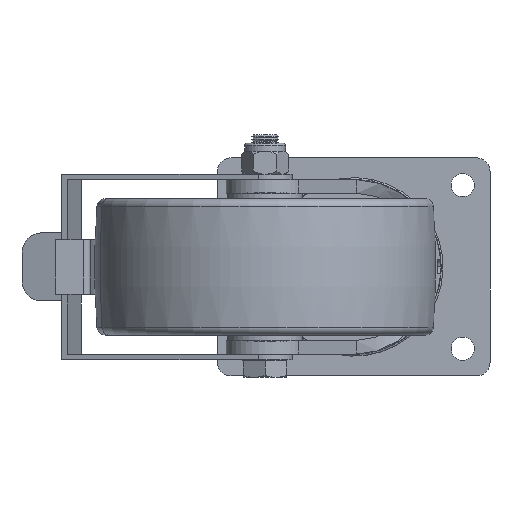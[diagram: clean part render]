
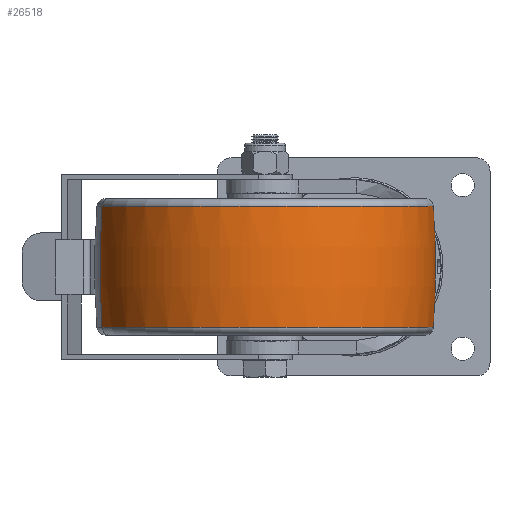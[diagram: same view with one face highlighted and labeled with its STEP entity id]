
A CAD part, front view. The second image highlights one B-rep face of the part: STEP entity #26518.
In plain terms, the highlighted toroidal (fillet/blend) face has major radius 675 mm and minor radius 800 mm.
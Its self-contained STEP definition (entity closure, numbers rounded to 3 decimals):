
#145 = CARTESIAN_POINT ( 'NONE',  ( 154.761, -152.741, -35.668 ) ) ;
#906 = CARTESIAN_POINT ( 'NONE',  ( 688.121, -13.523, -80. ) ) ;
#1020 = DIRECTION ( 'NONE',  ( 0.253, -0.968, 0. ) ) ;
#1334 = VERTEX_POINT ( 'NONE', #145 ) ;
#1338 = DIRECTION ( 'NONE',  ( 0., 0., -1. ) ) ;
#3072 = TOROIDAL_SURFACE ( 'NONE', #21467, -675., 800. ) ;
#3917 = EDGE_CURVE ( 'NONE', #15109, #13293, #21763, .T. ) ;
#5221 = ORIENTED_EDGE ( 'NONE', *, *, #3917, .T. ) ;
#5374 = EDGE_LOOP ( 'NONE', ( #27945, #26135, #5221, #25104 ) ) ;
#5600 = DIRECTION ( 'NONE',  ( 0., 0., -1. ) ) ;
#5682 = CIRCLE ( 'NONE', #6796, 123.771 ) ;
#6556 = DIRECTION ( 'NONE',  ( -0.968, -0.253, 0. ) ) ;
#6796 = AXIS2_PLACEMENT_3D ( 'NONE', #7971, #1338, #14736 ) ;
#7936 = DIRECTION ( 'NONE',  ( 0.968, 0.253, 0. ) ) ;
#7971 = CARTESIAN_POINT ( 'NONE',  ( 35.003, -184., -35.668 ) ) ;
#8147 = CARTESIAN_POINT ( 'NONE',  ( 35.003, -184., -80. ) ) ;
#8226 = AXIS2_PLACEMENT_3D ( 'NONE', #11223, #24899, #6556 ) ;
#10225 = CARTESIAN_POINT ( 'NONE',  ( -84.755, -215.259, -35.668 ) ) ;
#10471 = CARTESIAN_POINT ( 'NONE',  ( 154.761, -152.741, -124.332 ) ) ;
#11176 = VERTEX_POINT ( 'NONE', #10225 ) ;
#11223 = CARTESIAN_POINT ( 'NONE',  ( -618.115, -354.477, -80. ) ) ;
#12259 = DIRECTION ( 'NONE',  ( -0.968, -0.253, 0. ) ) ;
#12283 = CARTESIAN_POINT ( 'NONE',  ( -84.755, -215.259, -124.332 ) ) ;
#12330 = AXIS2_PLACEMENT_3D ( 'NONE', #906, #1020, #28397 ) ;
#12359 = CARTESIAN_POINT ( 'NONE',  ( 35.003, -184., -124.332 ) ) ;
#13293 = VERTEX_POINT ( 'NONE', #10471 ) ;
#13858 = EDGE_CURVE ( 'NONE', #1334, #13293, #26764, .T. ) ;
#14570 = DIRECTION ( 'NONE',  ( 0., 0., 1. ) ) ;
#14736 = DIRECTION ( 'NONE',  ( 0.968, 0.253, 0. ) ) ;
#15109 = VERTEX_POINT ( 'NONE', #12283 ) ;
#17538 = FACE_OUTER_BOUND ( 'NONE', #5374, .T. ) ;
#18133 = EDGE_CURVE ( 'NONE', #11176, #15109, #22534, .T. ) ;
#21467 = AXIS2_PLACEMENT_3D ( 'NONE', #8147, #5600, #7936 ) ;
#21763 = CIRCLE ( 'NONE', #23401, 123.771 ) ;
#22534 = CIRCLE ( 'NONE', #12330, 800. ) ;
#23401 = AXIS2_PLACEMENT_3D ( 'NONE', #12359, #14570, #12259 ) ;
#23837 = EDGE_CURVE ( 'NONE', #1334, #11176, #5682, .T. ) ;
#24899 = DIRECTION ( 'NONE',  ( -0.253, 0.968, 0. ) ) ;
#25104 = ORIENTED_EDGE ( 'NONE', *, *, #13858, .F. ) ;
#26135 = ORIENTED_EDGE ( 'NONE', *, *, #18133, .T. ) ;
#26518 = ADVANCED_FACE ( 'NONE', ( #17538 ), #3072, .T. ) ;
#26764 = CIRCLE ( 'NONE', #8226, 800. ) ;
#27945 = ORIENTED_EDGE ( 'NONE', *, *, #23837, .T. ) ;
#28397 = DIRECTION ( 'NONE',  ( 0.968, 0.253, 0. ) ) ;
